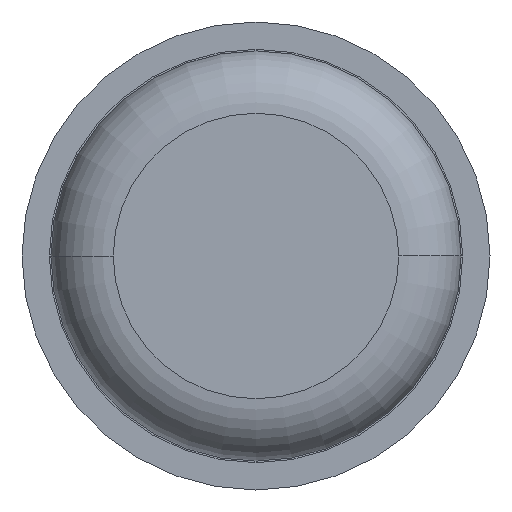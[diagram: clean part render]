
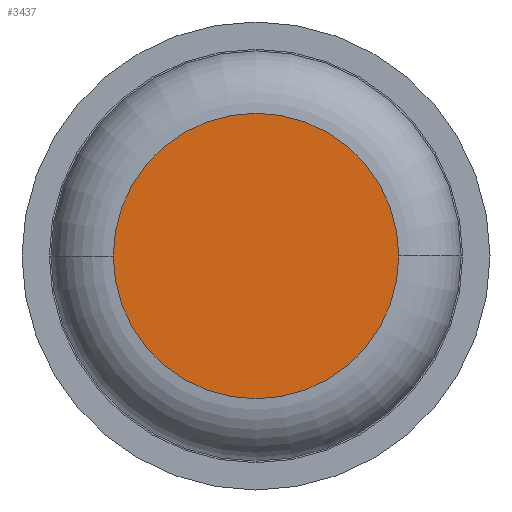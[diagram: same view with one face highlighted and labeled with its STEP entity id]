
A CAD part, front view. The second image highlights one B-rep face of the part: STEP entity #3437.
In plain terms, the highlighted planar face has unit normal (0, -1, 0).
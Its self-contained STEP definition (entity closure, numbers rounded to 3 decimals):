
#17 = CIRCLE ( 'NONE', #4311, 0.915 ) ;
#286 = VERTEX_POINT ( 'NONE', #1135 ) ;
#622 = EDGE_LOOP ( 'NONE', ( #2752, #1133 ) ) ;
#684 = DIRECTION ( 'NONE',  ( -1., 0., 0. ) ) ;
#1133 = ORIENTED_EDGE ( 'NONE', *, *, #3345, .T. ) ;
#1135 = CARTESIAN_POINT ( 'NONE',  ( 0.915, 0., 0. ) ) ;
#1364 = DIRECTION ( 'NONE',  ( 0., -1., 0. ) ) ;
#1576 = AXIS2_PLACEMENT_3D ( 'NONE', #2454, #4241, #684 ) ;
#1692 = DIRECTION ( 'NONE',  ( 0., 1., 0. ) ) ;
#1745 = PLANE ( 'NONE',  #1887 ) ;
#1887 = AXIS2_PLACEMENT_3D ( 'NONE', #4594, #1692, #4611 ) ;
#2454 = CARTESIAN_POINT ( 'NONE',  ( 0., 0., 0. ) ) ;
#2752 = ORIENTED_EDGE ( 'NONE', *, *, #4100, .T. ) ;
#3095 = CARTESIAN_POINT ( 'NONE',  ( 0., 0., 0. ) ) ;
#3105 = CIRCLE ( 'NONE', #1576, 0.915 ) ;
#3124 = CARTESIAN_POINT ( 'NONE',  ( -0.915, 0., 0. ) ) ;
#3163 = DIRECTION ( 'NONE',  ( -1., 0., 0. ) ) ;
#3345 = EDGE_CURVE ( 'Defeature ausgef�hrt1_6+Defeature ausgef�hrt1_7+Defeature ausgef�hrt1_7+Defeature ausgef�hrt1_7', #286, #4297, #17, .T. ) ;
#3437 = ADVANCED_FACE ( 'Defeature ausgef�hrt1_6', ( #3718 ), #1745, .F. ) ;
#3718 = FACE_OUTER_BOUND ( 'NONE', #622, .T. ) ;
#4100 = EDGE_CURVE ( 'Defeature ausgef�hrt1_6+Defeature ausgef�hrt1_7+Defeature ausgef�hrt1_7+Defeature ausgef�hrt1_7', #4297, #286, #3105, .T. ) ;
#4241 = DIRECTION ( 'NONE',  ( 0., -1., 0. ) ) ;
#4297 = VERTEX_POINT ( 'NONE', #3124 ) ;
#4311 = AXIS2_PLACEMENT_3D ( 'NONE', #3095, #1364, #3163 ) ;
#4594 = CARTESIAN_POINT ( 'NONE',  ( 0., 0., 0. ) ) ;
#4611 = DIRECTION ( 'NONE',  ( -1., 0., 0. ) ) ;
